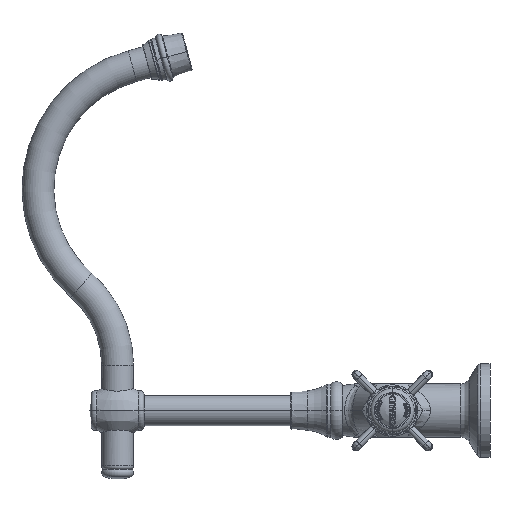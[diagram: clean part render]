
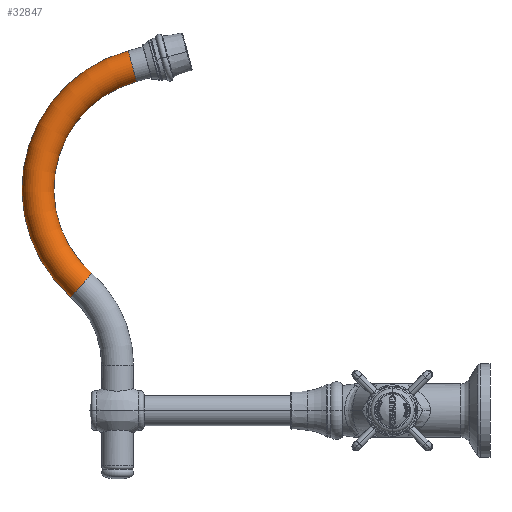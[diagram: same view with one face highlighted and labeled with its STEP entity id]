
A CAD part, left-side view. The second image highlights one B-rep face of the part: STEP entity #32847.
In plain terms, the highlighted toroidal (fillet/blend) face has major radius 76.2 mm and minor radius 9.525 mm.
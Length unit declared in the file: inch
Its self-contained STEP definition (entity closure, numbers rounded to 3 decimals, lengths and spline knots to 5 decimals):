
#1083=CARTESIAN_POINT('',(0.,7.63773,5.20635));
#1084=DIRECTION('',(1.,0.,0.));
#1085=DIRECTION('',(0.,0.659,-0.752));
#1086=AXIS2_PLACEMENT_3D('',#1083,#1084,#1085);
#1091=CARTESIAN_POINT('',(0.,9.615,2.95016));
#1092=DIRECTION('',(0.,0.752,0.659));
#1093=DIRECTION('',(0.,0.659,-0.752));
#1094=AXIS2_PLACEMENT_3D('',#1091,#1092,#1093);
#1099=CARTESIAN_POINT('',(0.,7.63773,5.20635));
#1100=DIRECTION('',(1.,0.,0.));
#1101=DIRECTION('',(0.,0.659,-0.752));
#1102=AXIS2_PLACEMENT_3D('',#1099,#1100,#1101);
#1115=CARTESIAN_POINT('',(0.,8.41419,8.10413));
#1116=DIRECTION('',(0.,-0.966,0.259));
#1117=DIRECTION('',(0.,0.259,0.966));
#1118=AXIS2_PLACEMENT_3D('',#1115,#1116,#1117);
#31543=CARTESIAN_POINT('',(0.,9.36785,3.23218));
#31544=CARTESIAN_POINT('',(0.,9.86216,2.66813));
#31545=VERTEX_POINT('',#31543);
#31546=VERTEX_POINT('',#31544);
#31547=CARTESIAN_POINT('',(0.,8.31713,7.7419));
#31548=CARTESIAN_POINT('',(0.,8.51125,8.46635));
#31549=VERTEX_POINT('',#31547);
#31550=VERTEX_POINT('',#31548);
#32835=CARTESIAN_POINT('',(0.,7.63773,5.20635));
#32836=DIRECTION('',(1.,0.,0.));
#32837=DIRECTION('',(0.,-0.659,0.752));
#32838=AXIS2_PLACEMENT_3D('',#32835,#32836,#32837);
#32839=TOROIDAL_SURFACE('',#32838,3.,0.375);
#32840=ORIENTED_EDGE('',*,*,#32779,.F.);
#32841=ORIENTED_EDGE('',*,*,#32823,.T.);
#32843=ORIENTED_EDGE('',*,*,#32842,.T.);
#32844=ORIENTED_EDGE('',*,*,#32819,.F.);
#32845=EDGE_LOOP('',(#32840,#32841,#32843,#32844));
#32846=FACE_OUTER_BOUND('',#32845,.F.);
#1087=CIRCLE('',#1086,2.625);
#1095=CIRCLE('',#1094,0.375);
#1103=CIRCLE('',#1102,3.375);
#1119=CIRCLE('',#1118,0.375);
#32779=EDGE_CURVE('',#31546,#31545,#1095,.T.);
#32819=EDGE_CURVE('',#31545,#31549,#1087,.T.);
#32823=EDGE_CURVE('',#31546,#31550,#1103,.T.);
#32842=EDGE_CURVE('',#31550,#31549,#1119,.T.);
#32847=ADVANCED_FACE('',(#32846),#32839,.T.);
